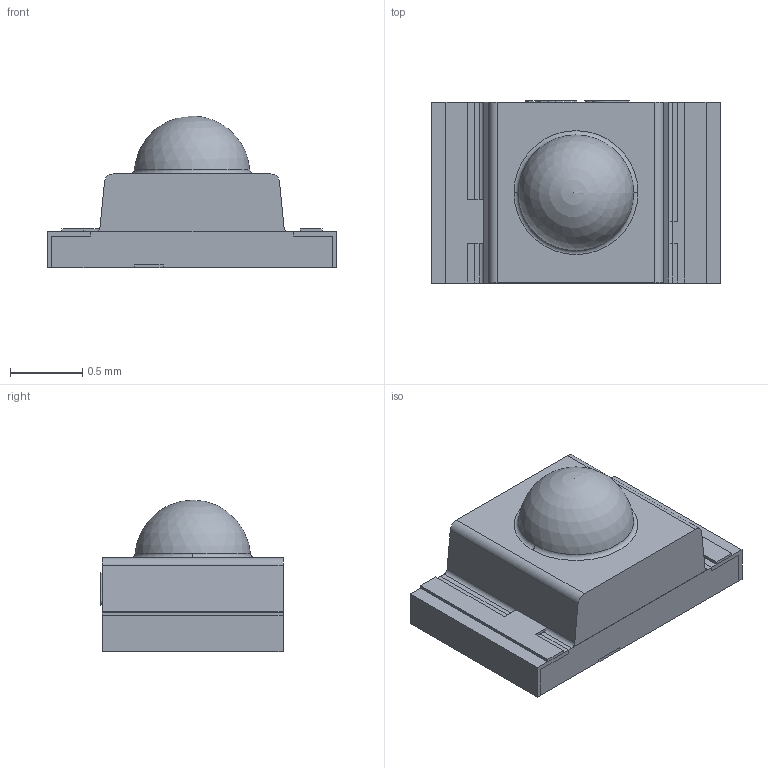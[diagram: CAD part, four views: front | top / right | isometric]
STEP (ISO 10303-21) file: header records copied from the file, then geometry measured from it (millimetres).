
FILE_DESCRIPTION (( 'STEP AP214' ), '1' );
FILE_NAME ('LED-SMD_L2.0-W1.3_APTD2012SF4C.STEP', '2023-08-15T11:43:30', ( '' ), ( '' ), 'SwSTEP 2.0', 'SolidWorks 2020', '' );
FILE_SCHEMA (( 'AUTOMOTIVE_DESIGN' ));
Length unit declared in the file: millimetre
Products named in the file (1): LED-SMD_L2.0-W1.3_APTD2012SF4C
Bounding box: 2 x 1.26 x 1.05 mm (x, y, z)
Volume: 1.4 mm3; surface area: 18.2 mm2
Topology: 7 solids, 7 shells, 321 faces, 863 edges, 575 vertices
Faces by surface type: plane 216, bspline 98, cylinder 4, torus 2, sphere 1
Entity records: 14060 total; most frequent: CARTESIAN_POINT 3063, ORIENTED_EDGE 1722, DIRECTION 1123, EDGE_CURVE 861, LINE 647, VECTOR 647, VERTEX_POINT 574, EDGE_LOOP 341
